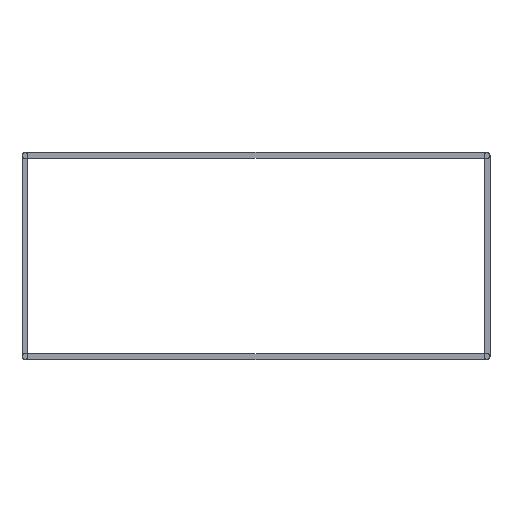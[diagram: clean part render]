
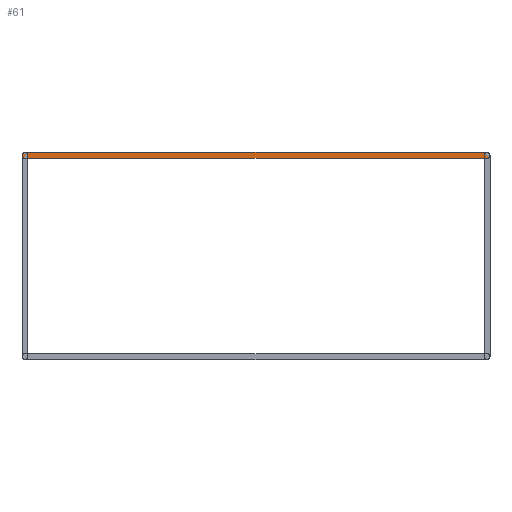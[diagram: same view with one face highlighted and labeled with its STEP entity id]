
A CAD part, top view. The second image highlights one B-rep face of the part: STEP entity #61.
In plain terms, the highlighted planar face has unit normal (0, 0, 1).
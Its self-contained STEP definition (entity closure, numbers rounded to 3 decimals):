
#61 = ADVANCED_FACE('',(#62),#98,.T.);
#62 = FACE_BOUND('',#63,.F.);
#63 = EDGE_LOOP('',(#64,#74,#83,#91));
#64 = ORIENTED_EDGE('',*,*,#65,.T.);
#65 = EDGE_CURVE('',#66,#68,#70,.T.);
#66 = VERTEX_POINT('',#67);
#67 = CARTESIAN_POINT('',(1.95,0.825,0.01));
#68 = VERTEX_POINT('',#69);
#69 = CARTESIAN_POINT('',(-1.95,0.825,0.01));
#70 = LINE('',#71,#72);
#71 = CARTESIAN_POINT('',(-1.95,0.825,0.01));
#72 = VECTOR('',#73,1.);
#73 = DIRECTION('',(-1.,0.,-0.));
#74 = ORIENTED_EDGE('',*,*,#75,.T.);
#75 = EDGE_CURVE('',#68,#76,#78,.T.);
#76 = VERTEX_POINT('',#77);
#77 = CARTESIAN_POINT('',(-1.95,0.875,0.01));
#78 = CIRCLE('',#79,0.025);
#79 = AXIS2_PLACEMENT_3D('',#80,#81,#82);
#80 = CARTESIAN_POINT('',(-1.95,0.85,0.01));
#81 = DIRECTION('',(0.,0.,-1.));
#82 = DIRECTION('',(0.,1.,0.));
#83 = ORIENTED_EDGE('',*,*,#84,.T.);
#84 = EDGE_CURVE('',#76,#85,#87,.T.);
#85 = VERTEX_POINT('',#86);
#86 = CARTESIAN_POINT('',(1.95,0.875,0.01));
#87 = LINE('',#88,#89);
#88 = CARTESIAN_POINT('',(-1.95,0.875,0.01));
#89 = VECTOR('',#90,1.);
#90 = DIRECTION('',(1.,0.,0.));
#91 = ORIENTED_EDGE('',*,*,#92,.T.);
#92 = EDGE_CURVE('',#85,#66,#93,.T.);
#93 = CIRCLE('',#94,0.025);
#94 = AXIS2_PLACEMENT_3D('',#95,#96,#97);
#95 = CARTESIAN_POINT('',(1.95,0.85,0.01));
#96 = DIRECTION('',(0.,0.,-1.));
#97 = DIRECTION('',(0.,1.,0.));
#98 = PLANE('',#99);
#99 = AXIS2_PLACEMENT_3D('',#100,#101,#102);
#100 = CARTESIAN_POINT('',(1.95,0.825,0.01));
#101 = DIRECTION('',(0.,0.,1.));
#102 = DIRECTION('',(0.,-1.,0.));
